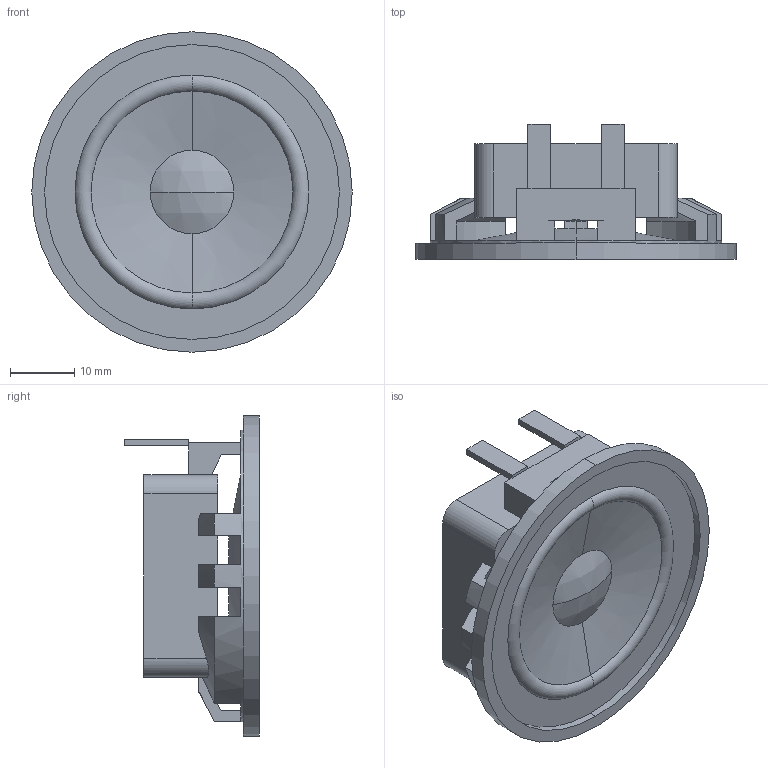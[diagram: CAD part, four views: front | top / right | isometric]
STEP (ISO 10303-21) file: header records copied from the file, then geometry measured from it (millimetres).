
FILE_DESCRIPTION (( 'STEP AP214' ), '1' );
FILE_NAME ('Speaker Visaton k50 wp8.STEP', '2022-09-16T18:04:47', ( '' ), ( '' ), 'SwSTEP 2.0', 'SolidWorks 2020', '' );
FILE_SCHEMA (( 'AUTOMOTIVE_DESIGN' ));
Length unit declared in the file: millimetre
Products named in the file (1): Speaker Visaton k50 wp8
Bounding box: 50 x 21 x 50 mm (x, y, z)
Volume: 15732.6 mm3; surface area: 9454.2 mm2
Topology: 1 solids, 1 shells, 259 faces, 728 edges, 482 vertices
Faces by surface type: plane 164, bspline 46, cylinder 22, cone 21, sphere 4, torus 2
Entity records: 11417 total; most frequent: CARTESIAN_POINT 4809, ORIENTED_EDGE 1456, DIRECTION 1108, EDGE_CURVE 728, VERTEX_POINT 482, LINE 474, VECTOR 474, AXIS2_PLACEMENT_3D 317
